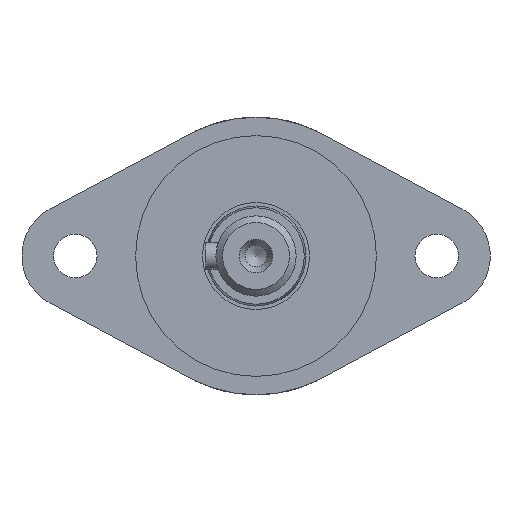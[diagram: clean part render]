
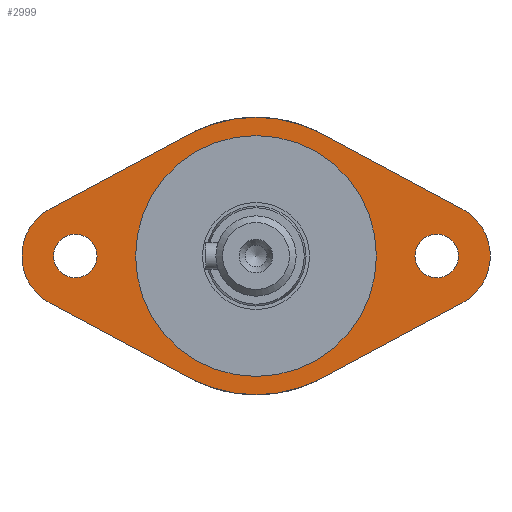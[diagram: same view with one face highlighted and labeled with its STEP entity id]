
A CAD part, left-side view. The second image highlights one B-rep face of the part: STEP entity #2999.
In plain terms, the highlighted planar face has unit normal (-1, 0, 0).
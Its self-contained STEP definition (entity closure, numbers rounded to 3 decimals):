
#142=LINE('',#4555,#405);
#143=LINE('',#4558,#406);
#144=LINE('',#4560,#407);
#145=LINE('',#4563,#408);
#405=VECTOR('',#3669,10.);
#406=VECTOR('',#3672,10.);
#407=VECTOR('',#3673,10.);
#408=VECTOR('',#3676,10.);
#811=FACE_BOUND('',#1043,.T.);
#812=FACE_BOUND('',#1044,.T.);
#813=FACE_BOUND('',#1045,.T.);
#870=FACE_OUTER_BOUND('',#1042,.T.);
#1042=EDGE_LOOP('',(#2222,#2223,#2224,#2225,#2226,#2227,#2228,#2229));
#1043=EDGE_LOOP('',(#2230));
#1044=EDGE_LOOP('',(#2231));
#1045=EDGE_LOOP('',(#2232,#2233));
#1230=CIRCLE('',#3238,20.75);
#1232=CIRCLE('',#3240,20.75);
#1235=CIRCLE('',#3244,8.);
#1236=CIRCLE('',#3245,8.);
#1237=CIRCLE('',#3246,3.25);
#1238=CIRCLE('',#3247,3.25);
#1239=CIRCLE('',#3248,18.);
#1240=CIRCLE('',#3249,18.);
#1375=VERTEX_POINT('',#4537);
#1376=VERTEX_POINT('',#4539);
#1379=VERTEX_POINT('',#4545);
#1380=VERTEX_POINT('',#4547);
#1382=VERTEX_POINT('',#4554);
#1383=VERTEX_POINT('',#4556);
#1384=VERTEX_POINT('',#4559);
#1385=VERTEX_POINT('',#4561);
#1386=VERTEX_POINT('',#4564);
#1387=VERTEX_POINT('',#4566);
#1388=VERTEX_POINT('',#4568);
#1389=VERTEX_POINT('',#4569);
#1691=EDGE_CURVE('',#1375,#1376,#1230,.T.);
#1695=EDGE_CURVE('',#1379,#1380,#1232,.T.);
#1699=EDGE_CURVE('',#1382,#1375,#142,.T.);
#1700=EDGE_CURVE('',#1383,#1382,#1235,.T.);
#1701=EDGE_CURVE('',#1380,#1383,#143,.T.);
#1702=EDGE_CURVE('',#1379,#1384,#144,.T.);
#1703=EDGE_CURVE('',#1384,#1385,#1236,.T.);
#1704=EDGE_CURVE('',#1385,#1376,#145,.T.);
#1705=EDGE_CURVE('',#1386,#1386,#1237,.T.);
#1706=EDGE_CURVE('',#1387,#1387,#1238,.T.);
#1707=EDGE_CURVE('',#1388,#1389,#1239,.T.);
#1708=EDGE_CURVE('',#1389,#1388,#1240,.T.);
#2222=ORIENTED_EDGE('',*,*,#1691,.F.);
#2223=ORIENTED_EDGE('',*,*,#1699,.F.);
#2224=ORIENTED_EDGE('',*,*,#1700,.F.);
#2225=ORIENTED_EDGE('',*,*,#1701,.F.);
#2226=ORIENTED_EDGE('',*,*,#1695,.F.);
#2227=ORIENTED_EDGE('',*,*,#1702,.T.);
#2228=ORIENTED_EDGE('',*,*,#1703,.T.);
#2229=ORIENTED_EDGE('',*,*,#1704,.T.);
#2230=ORIENTED_EDGE('',*,*,#1705,.T.);
#2231=ORIENTED_EDGE('',*,*,#1706,.T.);
#2232=ORIENTED_EDGE('',*,*,#1707,.T.);
#2233=ORIENTED_EDGE('',*,*,#1708,.T.);
#2870=PLANE('',#3243);
#2999=ADVANCED_FACE('',(#870,#811,#812,#813),#2870,.T.);
#3238=AXIS2_PLACEMENT_3D('',#4540,#3654,#3655);
#3240=AXIS2_PLACEMENT_3D('',#4548,#3660,#3661);
#3243=AXIS2_PLACEMENT_3D('',#4553,#3667,#3668);
#3244=AXIS2_PLACEMENT_3D('',#4557,#3670,#3671);
#3245=AXIS2_PLACEMENT_3D('',#4562,#3674,#3675);
#3246=AXIS2_PLACEMENT_3D('',#4565,#3677,#3678);
#3247=AXIS2_PLACEMENT_3D('',#4567,#3679,#3680);
#3248=AXIS2_PLACEMENT_3D('',#4570,#3681,#3682);
#3249=AXIS2_PLACEMENT_3D('',#4571,#3683,#3684);
#3654=DIRECTION('center_axis',(1.,0.,0.));
#3655=DIRECTION('ref_axis',(0.,-1.,0.));
#3660=DIRECTION('center_axis',(1.,0.,0.));
#3661=DIRECTION('ref_axis',(0.,-1.,0.));
#3667=DIRECTION('center_axis',(-1.,0.,0.));
#3668=DIRECTION('ref_axis',(0.,0.,
-1.));
#3669=DIRECTION('',(0.,-0.881,0.472));
#3670=DIRECTION('center_axis',(1.,0.,0.));
#3671=DIRECTION('ref_axis',(0.,-0.472,-0.881));
#3672=DIRECTION('',(0.,0.881,0.472));
#3673=DIRECTION('',(0.,-0.881,0.472));
#3674=DIRECTION('center_axis',(-1.,0.,0.));
#3675=DIRECTION('ref_axis',(0.,-0.472,-0.881));
#3676=DIRECTION('',(0.,0.881,0.472));
#3677=DIRECTION('center_axis',(1.,0.,0.));
#3678=DIRECTION('ref_axis',(0.,0.,1.));
#3679=DIRECTION('center_axis',(1.,0.,0.));
#3680=DIRECTION('ref_axis',(0.,0.,1.));
#3681=DIRECTION('center_axis',(1.,0.,0.));
#3682=DIRECTION('ref_axis',(0.,-1.,0.));
#3683=DIRECTION('center_axis',(1.,0.,0.));
#3684=DIRECTION('ref_axis',(0.,-1.,0.));
#4537=CARTESIAN_POINT('',(-117.2,9.799,18.291));
#4539=CARTESIAN_POINT('',(-117.2,-9.799,18.291));
#4540=CARTESIAN_POINT('Origin',(-117.2,0.,0.));
#4545=CARTESIAN_POINT('',(-117.2,-9.799,-18.291));
#4547=CARTESIAN_POINT('',(-117.2,9.799,-18.291));
#4548=CARTESIAN_POINT('Origin',(-117.2,0.,0.));
#4553=CARTESIAN_POINT('Origin',(-117.2,-19.375,0.));
#4554=CARTESIAN_POINT('',(-117.2,30.778,7.052));
#4555=CARTESIAN_POINT('',(-117.2,30.778,7.052));
#4556=CARTESIAN_POINT('',(-117.2,30.778,-7.052));
#4557=CARTESIAN_POINT('Origin',(-117.2,27.,0.));
#4558=CARTESIAN_POINT('',(-117.2,9.799,-18.291));
#4559=CARTESIAN_POINT('',(-117.2,-30.778,-7.052));
#4560=CARTESIAN_POINT('',(-117.2,-9.799,-18.291));
#4561=CARTESIAN_POINT('',(-117.2,-30.778,7.052));
#4562=CARTESIAN_POINT('Origin',(-117.2,-27.,0.));
#4563=CARTESIAN_POINT('',(-117.2,-30.778,7.052));
#4564=CARTESIAN_POINT('',(-117.2,-27.,-3.25));
#4565=CARTESIAN_POINT('Origin',(-117.2,-27.,0.));
#4566=CARTESIAN_POINT('',(-117.2,27.,-3.25));
#4567=CARTESIAN_POINT('Origin',(-117.2,27.,0.));
#4568=CARTESIAN_POINT('',(-117.2,-18.,0.));
#4569=CARTESIAN_POINT('',(-117.2,18.,0.));
#4570=CARTESIAN_POINT('Origin',(-117.2,0.,0.));
#4571=CARTESIAN_POINT('Origin',(-117.2,0.,0.));
